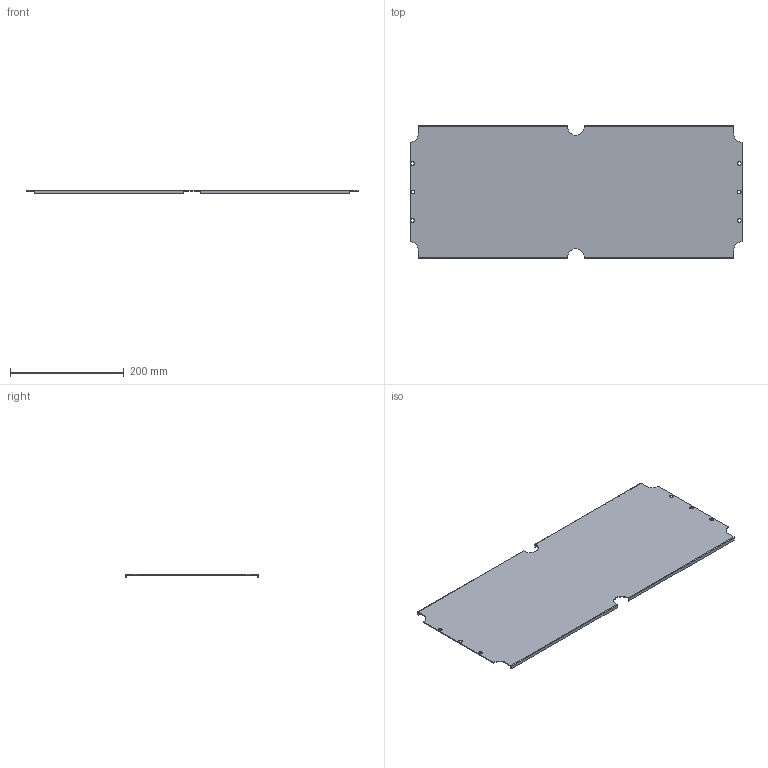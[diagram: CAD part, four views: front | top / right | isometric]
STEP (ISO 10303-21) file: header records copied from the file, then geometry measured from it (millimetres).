
FILE_DESCRIPTION (( 'STEP AP203' ), '1' );
FILE_NAME ('1590ZGRP263PL.step', '2020-11-14T20:15:04', ( 'ADC123' ), ( 'Microsoft' ), 'SwSTEP 2.0', 'SolidWorks 2019', '' );
FILE_SCHEMA (( 'CONFIG_CONTROL_DESIGN' ));
Length unit declared in the file: inch
Products named in the file (1): 1590ZGRP263PL
Bounding box: 582.65 x 232.64 x 6.35 mm (x, y, z)
Volume: 210335.4 mm3; surface area: 278588.1 mm2
Topology: 1 solids, 1 shells, 40 faces, 112 edges, 74 vertices
Faces by surface type: plane 24, cylinder 16
Full cylindrical faces by diameter (mm): 6.35 x6
Entity records: 1365 total; most frequent: CARTESIAN_POINT 221, DIRECTION 220, ORIENTED_EDGE 212, EDGE_CURVE 106, LINE 74, VERTEX_POINT 74, VECTOR 74, AXIS2_PLACEMENT_3D 73
